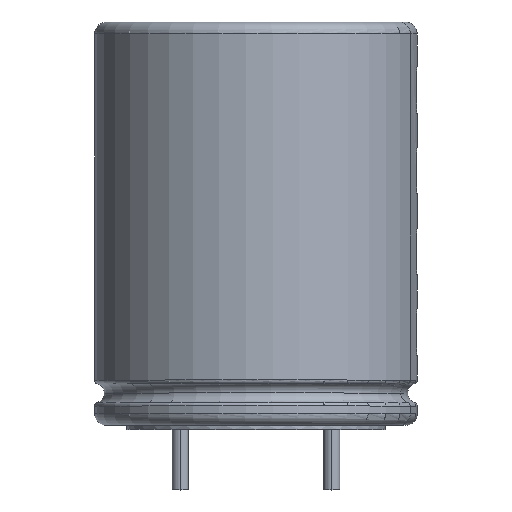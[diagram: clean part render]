
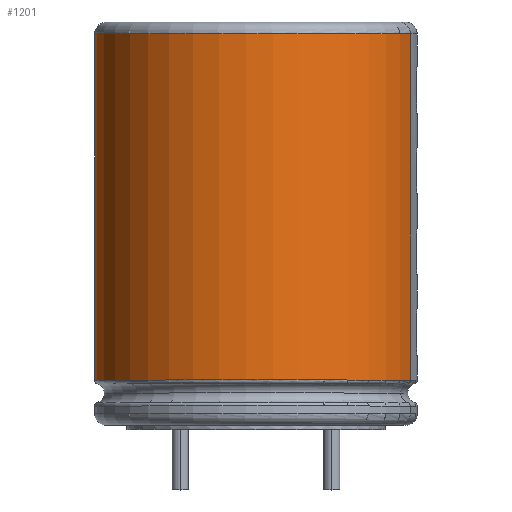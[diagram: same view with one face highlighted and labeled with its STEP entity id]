
A CAD part, top view. The second image highlights one B-rep face of the part: STEP entity #1201.
In plain terms, the highlighted cylindrical face has radius 8 mm (diameter 16 mm), a partial arc.
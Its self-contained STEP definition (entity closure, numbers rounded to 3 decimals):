
#123 = DIRECTION ( 'NONE',  ( 0., -1., 0. ) ) ;
#132 = CARTESIAN_POINT ( 'NONE',  ( 7.651, 20.2, 2.338 ) ) ;
#230 = CARTESIAN_POINT ( 'NONE',  ( 0., 19.624, 0. ) ) ;
#274 = VERTEX_POINT ( 'NONE', #975 ) ;
#393 = AXIS2_PLACEMENT_3D ( 'NONE', #230, #2117, #1616 ) ;
#448 = CARTESIAN_POINT ( 'NONE',  ( 0., 2.444, 0. ) ) ;
#468 = DIRECTION ( 'NONE',  ( 0., 1., 0. ) ) ;
#473 = DIRECTION ( 'NONE',  ( -1., 0., 0. ) ) ;
#479 = DIRECTION ( 'NONE',  ( 0., 1., 0. ) ) ;
#481 = CARTESIAN_POINT ( 'NONE',  ( -8., 19.624, 0. ) ) ;
#494 = CARTESIAN_POINT ( 'NONE',  ( 0., 20.2, 0. ) ) ;
#543 = CYLINDRICAL_SURFACE ( 'NONE', #2097, 8. ) ;
#552 = ORIENTED_EDGE ( 'NONE', *, *, #1229, .F. ) ;
#603 = ORIENTED_EDGE ( 'NONE', *, *, #2038, .T. ) ;
#623 = VECTOR ( 'NONE', #123, 1000. ) ;
#654 = AXIS2_PLACEMENT_3D ( 'NONE', #448, #2091, #1085 ) ;
#673 = CARTESIAN_POINT ( 'NONE',  ( -8., 2.444, 0. ) ) ;
#778 = CARTESIAN_POINT ( 'NONE',  ( -8., 20.2, 0. ) ) ;
#818 = EDGE_LOOP ( 'NONE', ( #2016, #603, #552, #1306 ) ) ;
#956 = CIRCLE ( 'NONE', #393, 8. ) ;
#975 = CARTESIAN_POINT ( 'NONE',  ( 7.651, 19.624, 2.338 ) ) ;
#1040 = VERTEX_POINT ( 'NONE', #673 ) ;
#1085 = DIRECTION ( 'NONE',  ( -1., 0., 0. ) ) ;
#1201 = ADVANCED_FACE ( 'NONE', ( #1539 ), #543, .T. ) ;
#1229 = EDGE_CURVE ( 'NONE', #274, #1757, #1568, .T. ) ;
#1306 = ORIENTED_EDGE ( 'NONE', *, *, #1830, .F. ) ;
#1348 = EDGE_CURVE ( 'NONE', #1040, #1572, #1981, .T. ) ;
#1539 = FACE_OUTER_BOUND ( 'NONE', #818, .T. ) ;
#1568 = LINE ( 'NONE', #132, #623 ) ;
#1572 = VERTEX_POINT ( 'NONE', #481 ) ;
#1616 = DIRECTION ( 'NONE',  ( -1., 0., 0. ) ) ;
#1713 = CARTESIAN_POINT ( 'NONE',  ( 7.651, 2.444, 2.338 ) ) ;
#1757 = VERTEX_POINT ( 'NONE', #1713 ) ;
#1830 = EDGE_CURVE ( 'NONE', #1572, #274, #956, .T. ) ;
#1923 = VECTOR ( 'NONE', #468, 1000. ) ;
#1981 = LINE ( 'NONE', #778, #1923 ) ;
#2016 = ORIENTED_EDGE ( 'NONE', *, *, #1348, .F. ) ;
#2038 = EDGE_CURVE ( 'NONE', #1040, #1757, #2106, .T. ) ;
#2091 = DIRECTION ( 'NONE',  ( 0., 1., 0. ) ) ;
#2097 = AXIS2_PLACEMENT_3D ( 'NONE', #494, #479, #473 ) ;
#2106 = CIRCLE ( 'NONE', #654, 8. ) ;
#2117 = DIRECTION ( 'NONE',  ( 0., 1., 0. ) ) ;
